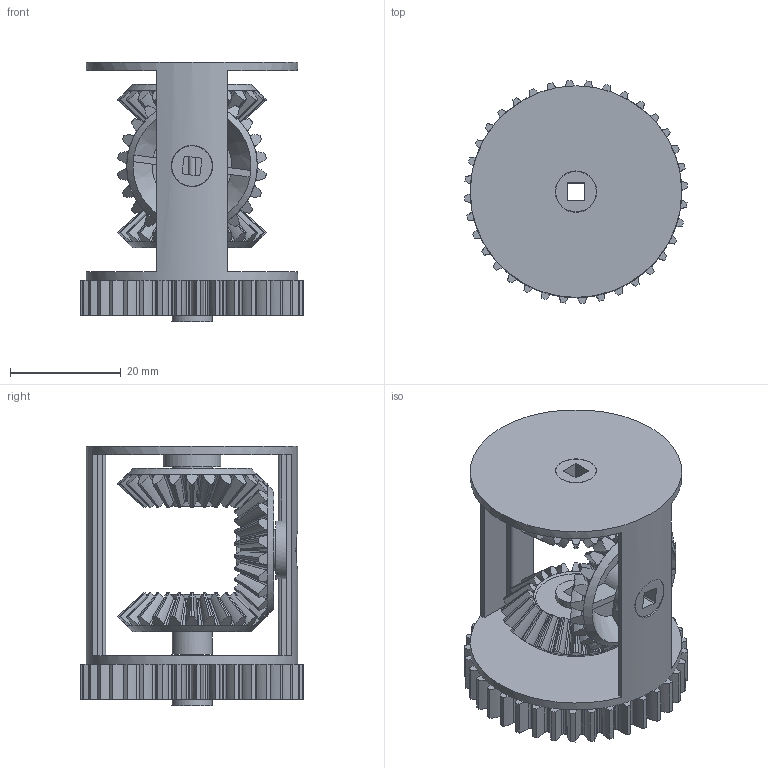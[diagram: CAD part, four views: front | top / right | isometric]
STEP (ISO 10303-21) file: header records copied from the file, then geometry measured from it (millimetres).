
FILE_DESCRIPTION(/* description */ (''),/* implementation_level */ '2;1');
FILE_NAME(/* name */ 'Differential Assembly.iam.step',/* time_stamp */ '2020-04-16T23:33:09-04:00',/* author */ ('Jordan'),/* organization */ (''),/* preprocessor_version */ 'ST-DEVELOPER v17',/* originating_system */ 'Autodesk Inventor 2019',/* authorisation */ '');
FILE_SCHEMA (('AUTOMOTIVE_DESIGN { 1 0 10303 214 3 1 1 }'));
Length unit declared in the file: inch
Products named in the file (3): Differential Assembly; (36-Tooth) Differential Housing; 24-Tooth Bevel Gear
Assembly tree (4 placements, depth 2):
  Differential Assembly
    24-Tooth Bevel Gear  x3
    (36-Tooth) Differential Housing
Bounding box: 40.19 x 40.19 x 46.77 mm (x, y, z)
Volume: 12579.1 mm3; surface area: 18784.5 mm2
Topology: 76 solids, 76 shells, 1181 faces, 3000 edges, 1975 vertices
Faces by surface type: bspline 648, plane 336, cylinder 176, cone 21
Full cylindrical faces by diameter (mm): 4.2 x1, 7.3 x7, 7.45 x2, 10.45 x2, 38.117 x1
Entity records: 27533 total; most frequent: CARTESIAN_POINT 13208, ORIENTED_EDGE 3248, DIRECTION 2557, EDGE_CURVE 1624, VERTEX_POINT 1061, AXIS2_PLACEMENT_3D 1003, CIRCLE 643, EDGE_LOOP 629
